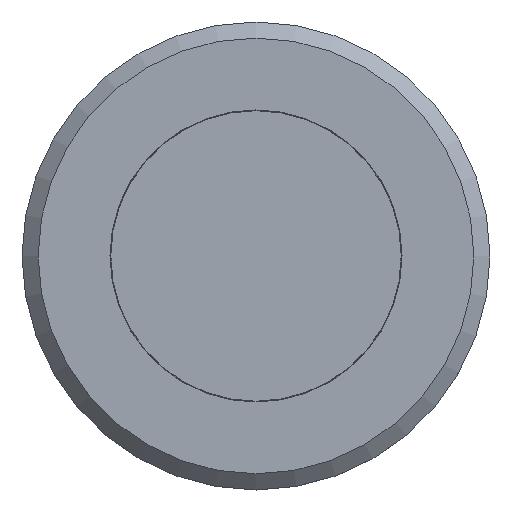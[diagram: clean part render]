
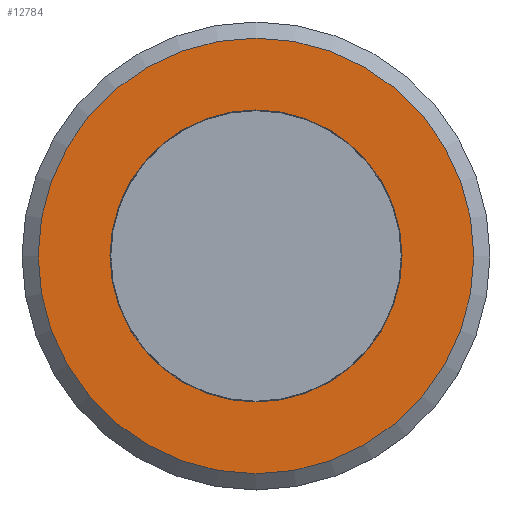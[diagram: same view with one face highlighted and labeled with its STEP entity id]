
A CAD part, top view. The second image highlights one B-rep face of the part: STEP entity #12784.
In plain terms, the highlighted planar face has unit normal (0, 0, 1).
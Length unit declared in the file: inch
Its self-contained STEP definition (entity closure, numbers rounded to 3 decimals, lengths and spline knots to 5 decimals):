
#203=FACE_BOUND('',#1655,.T.);
#501=CIRCLE('',#13631,0.5315);
#502=CIRCLE('',#13632,0.3563);
#940=FACE_OUTER_BOUND('',#1654,.T.);
#1654=EDGE_LOOP('',(#8855));
#1655=EDGE_LOOP('',(#8856));
#5253=VERTEX_POINT('',#18749);
#5254=VERTEX_POINT('',#18751);
#6639=EDGE_CURVE('',#5253,#5253,#501,.T.);
#6640=EDGE_CURVE('',#5254,#5254,#502,.T.);
#8855=ORIENTED_EDGE('',*,*,#6639,.F.);
#8856=ORIENTED_EDGE('',*,*,#6640,.T.);
#12226=PLANE('',#13630);
#12784=ADVANCED_FACE('',(#940,#203),#12226,.T.);
#13630=AXIS2_PLACEMENT_3D('',#18748,#15160,#15161);
#13631=AXIS2_PLACEMENT_3D('',#18750,#15162,#15163);
#13632=AXIS2_PLACEMENT_3D('',#18752,#15164,#15165);
#15160=DIRECTION('center_axis',(0.,0.,
1.));
#15161=DIRECTION('ref_axis',(0.,1.,0.));
#15162=DIRECTION('center_axis',(0.,0.,
-1.));
#15163=DIRECTION('ref_axis',(-1.,0.,0.));
#15164=DIRECTION('center_axis',(0.,0.,
-1.));
#15165=DIRECTION('ref_axis',(-1.,0.,0.));
#18748=CARTESIAN_POINT('Origin',(-0.4439,0.,
0.92985));
#18749=CARTESIAN_POINT('',(0.5315,0.,0.92985));
#18750=CARTESIAN_POINT('Origin',(0.,0.,
0.92985));
#18751=CARTESIAN_POINT('',(0.3563,0.,0.92985));
#18752=CARTESIAN_POINT('Origin',(0.,0.,
0.92985));
